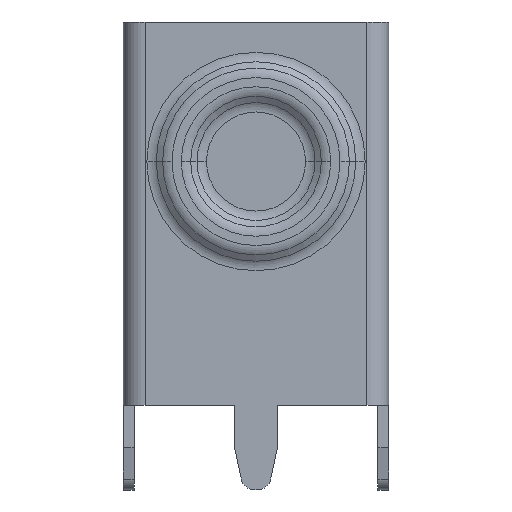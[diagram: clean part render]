
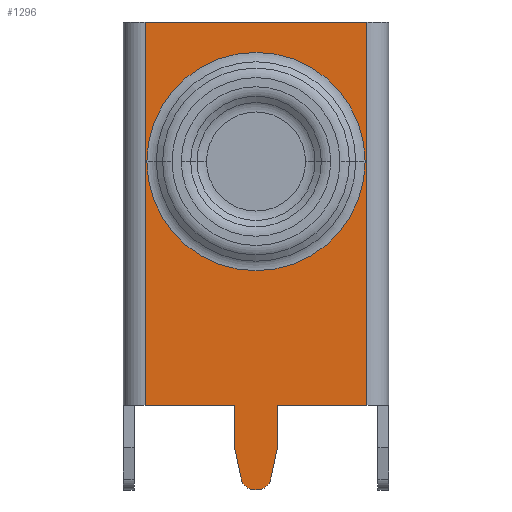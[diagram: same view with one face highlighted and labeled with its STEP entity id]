
A CAD part, top view. The second image highlights one B-rep face of the part: STEP entity #1296.
In plain terms, the highlighted planar face has unit normal (0, 0, 1).
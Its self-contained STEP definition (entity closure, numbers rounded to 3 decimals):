
#15 = AXIS2_PLACEMENT_3D ( 'NONE', #1007, #1495, #1808 ) ;
#20 = CARTESIAN_POINT ( 'NONE',  ( 0.785, 3.1, 0.4 ) ) ;
#31 = EDGE_LOOP ( 'NONE', ( #1762, #1021, #1983, #201, #772, #246, #437, #1456, #1466, #1068, #1924, #944 ) ) ;
#53 = VERTEX_POINT ( 'NONE', #788 ) ;
#75 = PLANE ( 'NONE',  #1009 ) ;
#80 = VERTEX_POINT ( 'NONE', #484 ) ;
#88 = AXIS2_PLACEMENT_3D ( 'NONE', #133, #1612, #2137 ) ;
#111 = DIRECTION ( 'NONE',  ( 1., 0., 0. ) ) ;
#133 = CARTESIAN_POINT ( 'NONE',  ( 0., 12., 0.4 ) ) ;
#138 = DIRECTION ( 'NONE',  ( -0.208, -0.978, 0. ) ) ;
#151 = CIRCLE ( 'NONE', #1088, 0.5 ) ;
#157 = VECTOR ( 'NONE', #1500, 1000. ) ;
#191 = EDGE_CURVE ( 'NONE', #1146, #456, #1363, .T. ) ;
#200 = CARTESIAN_POINT ( 'NONE',  ( -0.435, -0.093, 0.4 ) ) ;
#201 = ORIENTED_EDGE ( 'NONE', *, *, #479, .T. ) ;
#223 = AXIS2_PLACEMENT_3D ( 'NONE', #1549, #1380, #426 ) ;
#231 = LINE ( 'NONE', #1107, #418 ) ;
#246 = ORIENTED_EDGE ( 'NONE', *, *, #1105, .T. ) ;
#267 = CARTESIAN_POINT ( 'NONE',  ( -0.05, 0., 0.4 ) ) ;
#272 = FACE_BOUND ( 'NONE', #283, .T. ) ;
#276 = DIRECTION ( 'NONE',  ( 1., 0., 0. ) ) ;
#283 = EDGE_LOOP ( 'NONE', ( #513, #1669 ) ) ;
#288 = DIRECTION ( 'NONE',  ( 0., -1., 0. ) ) ;
#382 = VERTEX_POINT ( 'NONE', #1358 ) ;
#406 = EDGE_CURVE ( 'NONE', #53, #703, #794, .T. ) ;
#418 = VECTOR ( 'NONE', #288, 1000. ) ;
#419 = LINE ( 'NONE', #442, #2018 ) ;
#426 = DIRECTION ( 'NONE',  ( 1., 0., 0. ) ) ;
#428 = DIRECTION ( 'NONE',  ( 0., 0., 1. ) ) ;
#437 = ORIENTED_EDGE ( 'NONE', *, *, #540, .T. ) ;
#440 = CARTESIAN_POINT ( 'NONE',  ( -4.05, 3.1, 0.4 ) ) ;
#442 = CARTESIAN_POINT ( 'NONE',  ( 0., 3.1, 0.4 ) ) ;
#456 = VERTEX_POINT ( 'NONE', #1063 ) ;
#465 = VERTEX_POINT ( 'NONE', #562 ) ;
#479 = EDGE_CURVE ( 'NONE', #382, #1121, #850, .T. ) ;
#484 = CARTESIAN_POINT ( 'NONE',  ( 0.785, 1.55, 0.4 ) ) ;
#513 = ORIENTED_EDGE ( 'NONE', *, *, #1377, .T. ) ;
#515 = DIRECTION ( 'NONE',  ( 1., 0., 0. ) ) ;
#535 = EDGE_CURVE ( 'NONE', #728, #80, #231, .T. ) ;
#540 = EDGE_CURVE ( 'NONE', #1747, #703, #638, .T. ) ;
#562 = CARTESIAN_POINT ( 'NONE',  ( -4.05, 17.1, 0.4 ) ) ;
#576 = CARTESIAN_POINT ( 'NONE',  ( 0., 0., 0.4 ) ) ;
#577 = EDGE_CURVE ( 'NONE', #1822, #382, #419, .T. ) ;
#597 = CARTESIAN_POINT ( 'NONE',  ( 4.05, 17.1, 0.4 ) ) ;
#638 = LINE ( 'NONE', #1597, #922 ) ;
#649 = EDGE_CURVE ( 'NONE', #80, #53, #1749, .T. ) ;
#703 = VERTEX_POINT ( 'NONE', #1139 ) ;
#709 = LINE ( 'NONE', #836, #1498 ) ;
#728 = VERTEX_POINT ( 'NONE', #20 ) ;
#737 = CIRCLE ( 'NONE', #88, 3.989 ) ;
#739 = CARTESIAN_POINT ( 'NONE',  ( 4.05, 3.1, 0.4 ) ) ;
#749 = CARTESIAN_POINT ( 'NONE',  ( -0.785, 0., 0.4 ) ) ;
#761 = CARTESIAN_POINT ( 'NONE',  ( -0.05, 0.5, 0.4 ) ) ;
#772 = ORIENTED_EDGE ( 'NONE', *, *, #2087, .T. ) ;
#780 = CARTESIAN_POINT ( 'NONE',  ( 0.435, -0.093, 0.4 ) ) ;
#788 = CARTESIAN_POINT ( 'NONE',  ( 0.539, 0.396, 0.4 ) ) ;
#794 = CIRCLE ( 'NONE', #223, 0.5 ) ;
#836 = CARTESIAN_POINT ( 'NONE',  ( 0., 17.1, 0.4 ) ) ;
#850 = LINE ( 'NONE', #749, #1272 ) ;
#872 = VECTOR ( 'NONE', #912, 1000. ) ;
#890 = EDGE_CURVE ( 'NONE', #465, #1822, #965, .T. ) ;
#912 = DIRECTION ( 'NONE',  ( 0., -1., 0. ) ) ;
#913 = DIRECTION ( 'NONE',  ( 0., -1., 0. ) ) ;
#916 = DIRECTION ( 'NONE',  ( 1., 0., 0. ) ) ;
#922 = VECTOR ( 'NONE', #111, 1000. ) ;
#926 = CARTESIAN_POINT ( 'NONE',  ( -0.785, 1.55, 0.4 ) ) ;
#941 = DIRECTION ( 'NONE',  ( 1., 0., 0. ) ) ;
#944 = ORIENTED_EDGE ( 'NONE', *, *, #1378, .T. ) ;
#962 = FACE_OUTER_BOUND ( 'NONE', #31, .T. ) ;
#965 = LINE ( 'NONE', #1558, #872 ) ;
#1007 = CARTESIAN_POINT ( 'NONE',  ( 0., 12., 0.4 ) ) ;
#1009 = AXIS2_PLACEMENT_3D ( 'NONE', #576, #428, #1576 ) ;
#1021 = ORIENTED_EDGE ( 'NONE', *, *, #890, .T. ) ;
#1063 = CARTESIAN_POINT ( 'NONE',  ( 3.989, 12., 0.4 ) ) ;
#1068 = ORIENTED_EDGE ( 'NONE', *, *, #535, .F. ) ;
#1079 = VERTEX_POINT ( 'NONE', #739 ) ;
#1083 = EDGE_CURVE ( 'NONE', #728, #1079, #1392, .T. ) ;
#1088 = AXIS2_PLACEMENT_3D ( 'NONE', #761, #1411, #276 ) ;
#1105 = EDGE_CURVE ( 'NONE', #2078, #1747, #151, .T. ) ;
#1107 = CARTESIAN_POINT ( 'NONE',  ( 0.785, 0., 0.4 ) ) ;
#1121 = VERTEX_POINT ( 'NONE', #926 ) ;
#1139 = CARTESIAN_POINT ( 'NONE',  ( 0.05, 0., 0.4 ) ) ;
#1146 = VERTEX_POINT ( 'NONE', #1753 ) ;
#1155 = LINE ( 'NONE', #200, #157 ) ;
#1176 = VERTEX_POINT ( 'NONE', #597 ) ;
#1272 = VECTOR ( 'NONE', #913, 1000. ) ;
#1290 = CARTESIAN_POINT ( 'NONE',  ( 4.05, 17.1, 0.4 ) ) ;
#1296 = ADVANCED_FACE ( 'NONE', ( #272, #962 ), #75, .T. ) ;
#1337 = VECTOR ( 'NONE', #916, 1000. ) ;
#1358 = CARTESIAN_POINT ( 'NONE',  ( -0.785, 3.1, 0.4 ) ) ;
#1363 = CIRCLE ( 'NONE', #15, 3.989 ) ;
#1377 = EDGE_CURVE ( 'NONE', #456, #1146, #737, .T. ) ;
#1378 = EDGE_CURVE ( 'NONE', #1079, #1176, #1947, .T. ) ;
#1380 = DIRECTION ( 'NONE',  ( 0., 0., -1. ) ) ;
#1392 = LINE ( 'NONE', #1735, #1337 ) ;
#1411 = DIRECTION ( 'NONE',  ( 0., 0., 1. ) ) ;
#1449 = EDGE_CURVE ( 'NONE', #465, #1176, #709, .T. ) ;
#1456 = ORIENTED_EDGE ( 'NONE', *, *, #406, .F. ) ;
#1466 = ORIENTED_EDGE ( 'NONE', *, *, #649, .F. ) ;
#1495 = DIRECTION ( 'NONE',  ( 0., 0., -1. ) ) ;
#1498 = VECTOR ( 'NONE', #515, 1000. ) ;
#1500 = DIRECTION ( 'NONE',  ( 0.208, -0.978, 0. ) ) ;
#1549 = CARTESIAN_POINT ( 'NONE',  ( 0.05, 0.5, 0.4 ) ) ;
#1558 = CARTESIAN_POINT ( 'NONE',  ( -4.05, 0., 0.4 ) ) ;
#1576 = DIRECTION ( 'NONE',  ( 1., 0., 0. ) ) ;
#1597 = CARTESIAN_POINT ( 'NONE',  ( 0., 0., 0.4 ) ) ;
#1612 = DIRECTION ( 'NONE',  ( 0., 0., -1. ) ) ;
#1669 = ORIENTED_EDGE ( 'NONE', *, *, #191, .T. ) ;
#1671 = CARTESIAN_POINT ( 'NONE',  ( -0.539, 0.396, 0.4 ) ) ;
#1735 = CARTESIAN_POINT ( 'NONE',  ( 0., 3.1, 0.4 ) ) ;
#1747 = VERTEX_POINT ( 'NONE', #267 ) ;
#1749 = LINE ( 'NONE', #780, #2094 ) ;
#1753 = CARTESIAN_POINT ( 'NONE',  ( -3.989, 12., 0.4 ) ) ;
#1762 = ORIENTED_EDGE ( 'NONE', *, *, #1449, .F. ) ;
#1780 = DIRECTION ( 'NONE',  ( 0., 1., 0. ) ) ;
#1786 = VECTOR ( 'NONE', #1780, 1000. ) ;
#1808 = DIRECTION ( 'NONE',  ( 1., 0., 0. ) ) ;
#1822 = VERTEX_POINT ( 'NONE', #440 ) ;
#1924 = ORIENTED_EDGE ( 'NONE', *, *, #1083, .T. ) ;
#1947 = LINE ( 'NONE', #1290, #1786 ) ;
#1983 = ORIENTED_EDGE ( 'NONE', *, *, #577, .T. ) ;
#2018 = VECTOR ( 'NONE', #941, 1000. ) ;
#2078 = VERTEX_POINT ( 'NONE', #1671 ) ;
#2087 = EDGE_CURVE ( 'NONE', #1121, #2078, #1155, .T. ) ;
#2094 = VECTOR ( 'NONE', #138, 1000. ) ;
#2137 = DIRECTION ( 'NONE',  ( 1., 0., 0. ) ) ;
